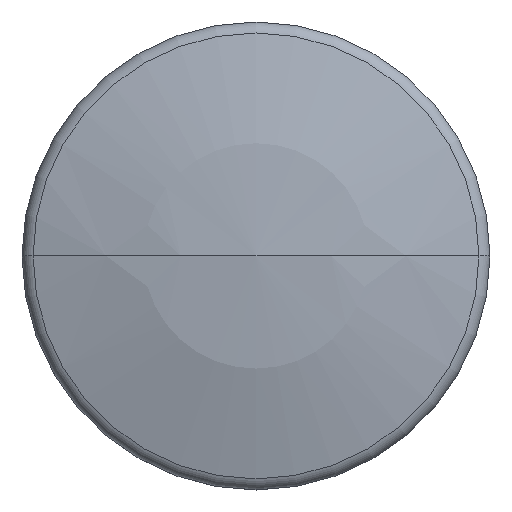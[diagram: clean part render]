
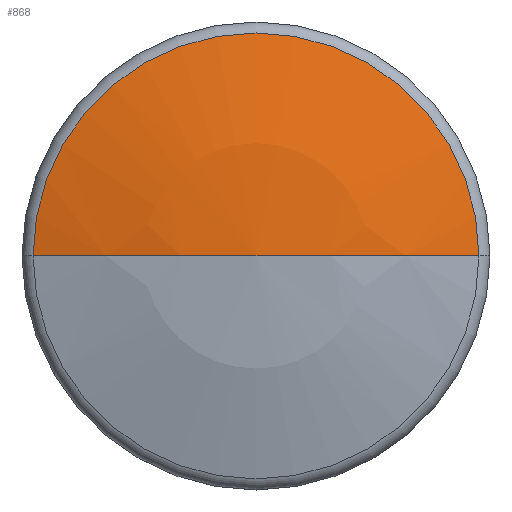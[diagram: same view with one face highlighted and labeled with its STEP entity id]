
A CAD part, top view. The second image highlights one B-rep face of the part: STEP entity #868.
In plain terms, the highlighted spherical face has radius 19.5 mm.
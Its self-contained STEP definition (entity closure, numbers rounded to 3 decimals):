
#868=ADVANCED_FACE('',(#1765),#1766,.T.);
#1765=FACE_OUTER_BOUND('',#2715,.T.);
#1766=SPHERICAL_SURFACE('',#2716,19.5);
#2715=EDGE_LOOP('',(#5169,#5170,#5171));
#2716=AXIS2_PLACEMENT_3D('',#5172,#5173,#5174);
#5169=ORIENTED_EDGE('',*,*,#6584,.F.);
#5170=ORIENTED_EDGE('',*,*,#6585,.F.);
#5171=ORIENTED_EDGE('',*,*,#6586,.T.);
#5172=CARTESIAN_POINT('',(0.,0.,8.753));
#5173=DIRECTION('',(0.0,0.0,-1.0));
#5174=DIRECTION('',(-1.0,0.0,0.0));
#6584=EDGE_CURVE('',#8129,#8130,#8131,.T.);
#6585=EDGE_CURVE('',#8132,#8129,#8133,.T.);
#6586=EDGE_CURVE('',#8132,#8130,#8134,.F.);
#8129=VERTEX_POINT('',#10289);
#8130=VERTEX_POINT('',#10290);
#8131=CIRCLE('',#10291,19.5);
#8132=VERTEX_POINT('',#10292);
#8133=CIRCLE('',#10293,19.5);
#8134=CIRCLE('',#10294,5.717);
#10289=CARTESIAN_POINT('',(0.,0.,28.253));
#10290=CARTESIAN_POINT('',(-5.717,0.,27.396));
#10291=AXIS2_PLACEMENT_3D('',#11697,#11698,#11699);
#10292=CARTESIAN_POINT('',(5.717,0.,27.396));
#10293=AXIS2_PLACEMENT_3D('',#11700,#11701,#11702);
#10294=AXIS2_PLACEMENT_3D('',#11703,#11704,#11705);
#11697=CARTESIAN_POINT('',(0.,0.,8.753));
#11698=DIRECTION('',(0.,-1.0,0.0));
#11699=DIRECTION('',(0.0,0.0,1.0));
#11700=CARTESIAN_POINT('',(0.,0.,8.753));
#11701=DIRECTION('',(0.,-1.0,0.0));
#11702=DIRECTION('',(0.0,0.0,1.0));
#11703=CARTESIAN_POINT('',(0.,0.,27.396));
#11704=DIRECTION('',(0.0,0.0,-1.0));
#11705=DIRECTION('',(-1.0,0.0,0.0));
